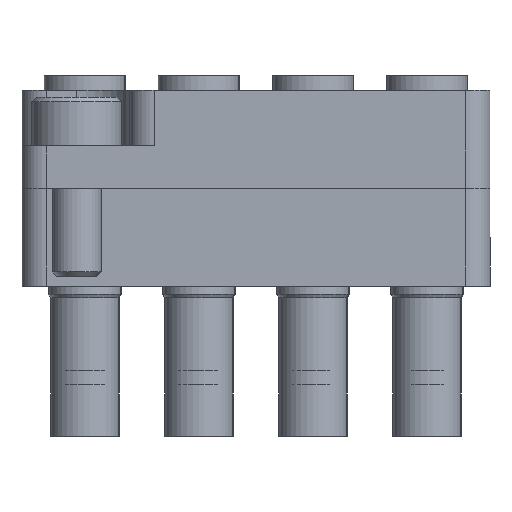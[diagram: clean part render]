
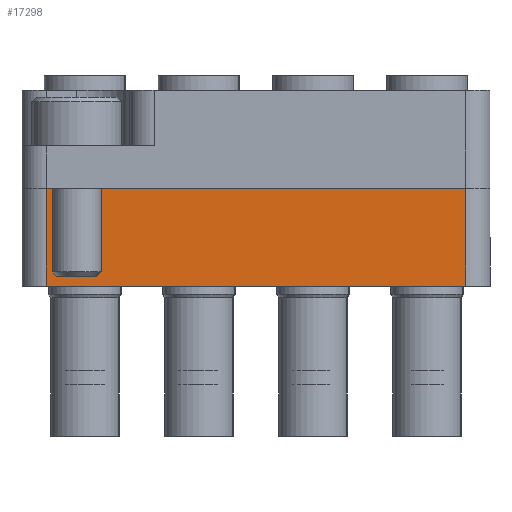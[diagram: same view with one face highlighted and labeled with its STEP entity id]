
A CAD part, front view. The second image highlights one B-rep face of the part: STEP entity #17298.
In plain terms, the highlighted face is planar.
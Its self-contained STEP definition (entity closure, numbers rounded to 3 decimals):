
#289 = ORIENTED_EDGE ( 'NONE', *, *, #9706, .F. ) ;
#879 = LINE ( 'NONE', #7481, #6564 ) ;
#1055 = LINE ( 'NONE', #14168, #12265 ) ;
#1551 = DIRECTION ( 'NONE',  ( 0., -1., 0. ) ) ;
#2582 = DIRECTION ( 'NONE',  ( 0., 0., 1. ) ) ;
#3149 = PLANE ( 'NONE',  #13218 ) ;
#3284 = VECTOR ( 'NONE', #1551, 1000. ) ;
#3532 = CARTESIAN_POINT ( 'NONE',  ( 22., -6., -12.85 ) ) ;
#4294 = EDGE_CURVE ( 'NONE', #6563, #17358, #19032, .T. ) ;
#4698 = CARTESIAN_POINT ( 'NONE',  ( 22., -6., 12.85 ) ) ;
#5843 = EDGE_LOOP ( 'NONE', ( #289, #10546, #6141, #10941 ) ) ;
#6141 = ORIENTED_EDGE ( 'NONE', *, *, #11486, .T. ) ;
#6563 = VERTEX_POINT ( 'NONE', #6710 ) ;
#6564 = VECTOR ( 'NONE', #13668, 1000. ) ;
#6710 = CARTESIAN_POINT ( 'NONE',  ( 22., 0., 12.85 ) ) ;
#7412 = CARTESIAN_POINT ( 'NONE',  ( 22., -6., 14.35 ) ) ;
#7481 = CARTESIAN_POINT ( 'NONE',  ( 22., 0., -12.85 ) ) ;
#7600 = VERTEX_POINT ( 'NONE', #3532 ) ;
#9087 = LINE ( 'NONE', #7412, #18995 ) ;
#9343 = DIRECTION ( 'NONE',  ( 0., 0., 1. ) ) ;
#9546 = CARTESIAN_POINT ( 'NONE',  ( 22., -6., 14.35 ) ) ;
#9706 = EDGE_CURVE ( 'NONE', #7600, #17358, #9087, .T. ) ;
#10462 = DIRECTION ( 'NONE',  ( -1., 0., 0. ) ) ;
#10546 = ORIENTED_EDGE ( 'NONE', *, *, #11007, .T. ) ;
#10681 = CARTESIAN_POINT ( 'NONE',  ( 22., 0., -12.85 ) ) ;
#10941 = ORIENTED_EDGE ( 'NONE', *, *, #4294, .T. ) ;
#11007 = EDGE_CURVE ( 'NONE', #7600, #19640, #879, .T. ) ;
#11486 = EDGE_CURVE ( 'NONE', #19640, #6563, #1055, .T. ) ;
#12265 = VECTOR ( 'NONE', #9343, 1000. ) ;
#13218 = AXIS2_PLACEMENT_3D ( 'NONE', #9546, #10462, #17159 ) ;
#13668 = DIRECTION ( 'NONE',  ( 0., 1., 0. ) ) ;
#13811 = CARTESIAN_POINT ( 'NONE',  ( 22., -6., 12.85 ) ) ;
#14168 = CARTESIAN_POINT ( 'NONE',  ( 22., 0., 14.35 ) ) ;
#17159 = DIRECTION ( 'NONE',  ( 0., 0., 1. ) ) ;
#17298 = ADVANCED_FACE ( 'NONE', ( #17489 ), #3149, .F. ) ;
#17358 = VERTEX_POINT ( 'NONE', #13811 ) ;
#17489 = FACE_OUTER_BOUND ( 'NONE', #5843, .T. ) ;
#18995 = VECTOR ( 'NONE', #2582, 1000. ) ;
#19032 = LINE ( 'NONE', #4698, #3284 ) ;
#19640 = VERTEX_POINT ( 'NONE', #10681 ) ;
